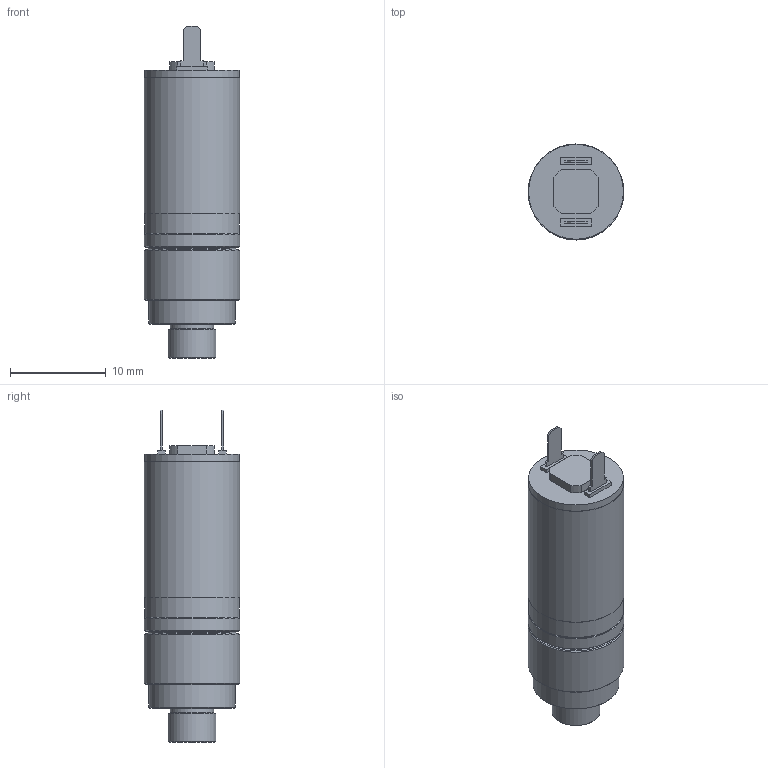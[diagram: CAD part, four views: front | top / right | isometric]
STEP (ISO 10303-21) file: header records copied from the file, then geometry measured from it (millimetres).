
FILE_DESCRIPTION(/* description */ (''),/* implementation_level */ '2;1');
FILE_NAME(/* name */ 'model_product_id94.stp',/* time_stamp */ '2016-07-19T11:38:54+02:00',/* author */ ('SD'),/* organization */ ('Micromotion GmbH Germany'),/* preprocessor_version */ 'ST-DEVELOPER v16.1',/* originating_system */ 'Autodesk Inventor 2016',/* authorisation */ '');
FILE_SCHEMA (('AUTOMOTIVE_DESIGN { 1 0 10303 214 3 1 1 }'));
Length unit declared in the file: millimetre
Products named in the file (1): MHD-10-160-IH-S-SPM0009_Shrinkwrap_1
Bounding box: 10 x 10 x 34.68 mm (x, y, z)
Volume: 2127.3 mm3; surface area: 1119.4 mm2
Topology: 1 solids, 1 shells, 72 faces, 163 edges, 107 vertices
Faces by surface type: plane 48, cylinder 14, cone 6, torus 4
Full cylindrical faces by diameter (mm): 4.5 x1, 5 x2, 9 x1, 9.1 x1, 9.9 x2, 10 x3
Entity records: 1984 total; most frequent: DIRECTION 322, CARTESIAN_POINT 313, ORIENTED_EDGE 276, EDGE_CURVE 138, AXIS2_PLACEMENT_3D 111, EDGE_LOOP 106, VERTEX_POINT 102, LINE 100
